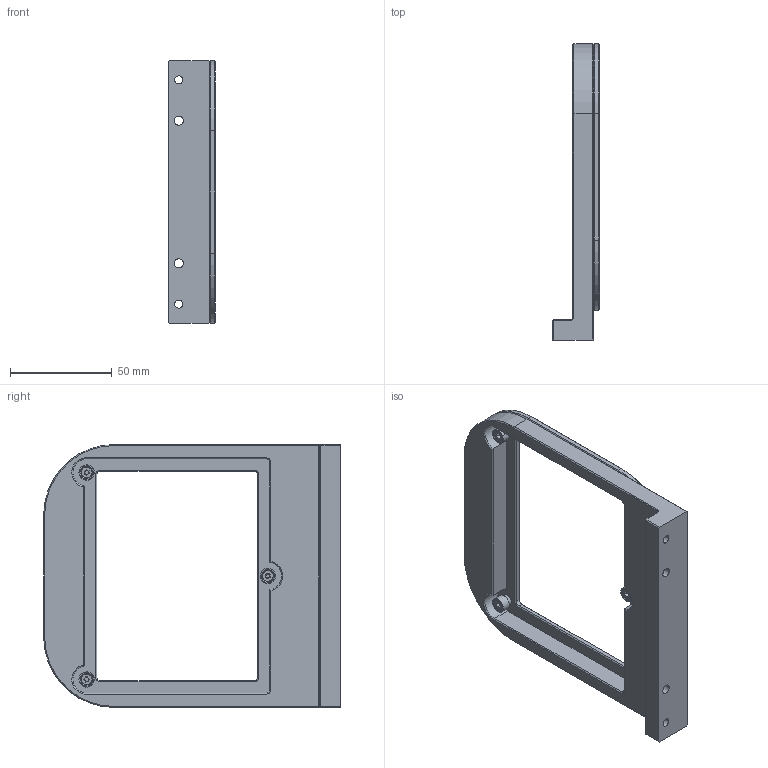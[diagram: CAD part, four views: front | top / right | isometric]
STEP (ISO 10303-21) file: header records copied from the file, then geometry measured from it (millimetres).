
FILE_DESCRIPTION (( 'STEP AP203' ), '1' );
FILE_NAME ('DP18954-B_CMPH064-096.step', '2021-11-22T14:45:03', ( '' ), ( '' ), 'SwSTEP 2.0', 'SolidWorks 2021', '' );
FILE_SCHEMA (( 'CONFIG_CONTROL_DESIGN' ));
Length unit declared in the file: millimetre
Products named in the file (1): DP18954-B_CMPH064-096
Bounding box: 23 x 145.5 x 129 mm (x, y, z)
Surface area: 45371.4 mm2 (no closed solid volume)
Topology: 0 solids, 11 shells, 186 faces, 460 edges, 284 vertices
Faces by surface type: plane 89, cylinder 51, cone 40, torus 6
Entity records: 5537 total; most frequent: DIRECTION 998, CARTESIAN_POINT 955, ORIENTED_EDGE 842, EDGE_CURVE 460, AXIS2_PLACEMENT_3D 359, VERTEX_POINT 284, LINE 280, VECTOR 280
